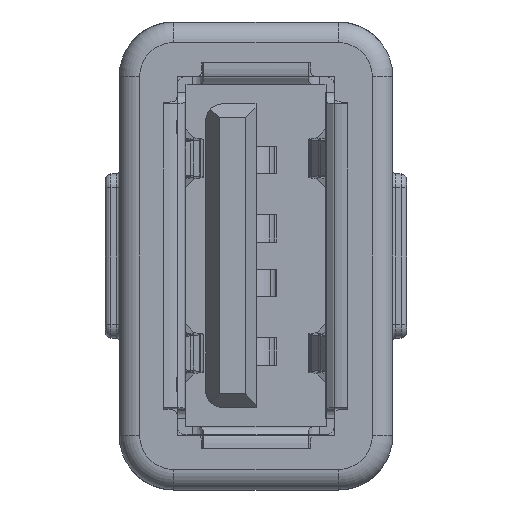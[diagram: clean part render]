
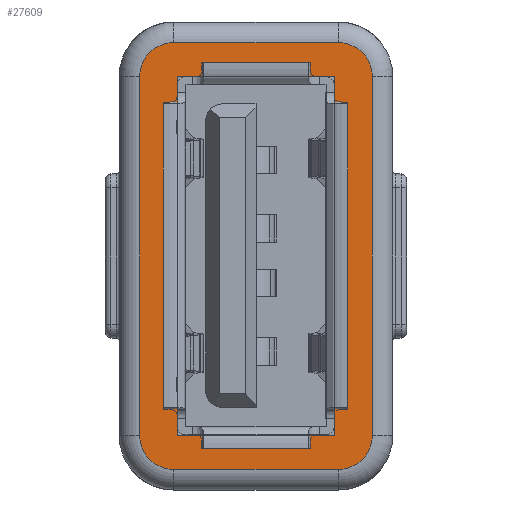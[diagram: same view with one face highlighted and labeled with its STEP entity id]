
A CAD part, left-side view. The second image highlights one B-rep face of the part: STEP entity #27609.
In plain terms, the highlighted face is planar.
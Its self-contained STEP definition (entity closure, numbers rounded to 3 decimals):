
#236 = VECTOR ( 'NONE', #7913, 1000. ) ;
#727 = EDGE_CURVE ( 'NONE', #22143, #22173, #40397, .T. ) ;
#1002 = CARTESIAN_POINT ( 'NONE',  ( 0.75, 8., 0. ) ) ;
#2290 = EDGE_CURVE ( 'NONE', #30908, #33668, #23131, .T. ) ;
#2319 = DIRECTION ( 'NONE',  ( -1., 0., 0. ) ) ;
#2412 = ORIENTED_EDGE ( 'NONE', *, *, #10779, .F. ) ;
#2562 = EDGE_CURVE ( 'NONE', #32963, #7078, #2863, .T. ) ;
#2700 = CARTESIAN_POINT ( 'NONE',  ( 0.75, 8., 0. ) ) ;
#2840 = ORIENTED_EDGE ( 'NONE', *, *, #727, .T. ) ;
#2863 = CIRCLE ( 'NONE', #39748, 1.25 ) ;
#3362 = EDGE_CURVE ( 'NONE', #22173, #8693, #33083, .T. ) ;
#3973 = ORIENTED_EDGE ( 'NONE', *, *, #2562, .T. ) ;
#4272 = AXIS2_PLACEMENT_3D ( 'NONE', #29149, #36570, #41069 ) ;
#4846 = EDGE_CURVE ( 'NONE', #47404, #22143, #11617, .T. ) ;
#4964 = LINE ( 'NONE', #8070, #236 ) ;
#5365 = CARTESIAN_POINT ( 'NONE',  ( 2., 0.75, 0. ) ) ;
#5964 = EDGE_CURVE ( 'NONE', #7078, #47367, #15758, .T. ) ;
#6189 = CARTESIAN_POINT ( 'NONE',  ( 15.1, 0.75, 0. ) ) ;
#6273 = CARTESIAN_POINT ( 'NONE',  ( 2., 2., 0. ) ) ;
#6602 = DIRECTION ( 'NONE',  ( 0., 0., -1. ) ) ;
#6850 = DIRECTION ( 'NONE',  ( -1., 0., 0. ) ) ;
#6970 = CARTESIAN_POINT ( 'NONE',  ( 15.1, 2.13, 0. ) ) ;
#7078 = VERTEX_POINT ( 'NONE', #6189 ) ;
#7149 = AXIS2_PLACEMENT_3D ( 'NONE', #6273, #6602, #2319 ) ;
#7567 = CARTESIAN_POINT ( 'NONE',  ( 0.75, 2., 0. ) ) ;
#7913 = DIRECTION ( 'NONE',  ( 0., 1., 0. ) ) ;
#7928 = CIRCLE ( 'NONE', #7149, 1.25 ) ;
#8070 = CARTESIAN_POINT ( 'NONE',  ( 2., 2.13, 0. ) ) ;
#8693 = VERTEX_POINT ( 'NONE', #41227 ) ;
#8802 = EDGE_CURVE ( 'NONE', #33668, #29662, #16387, .T. ) ;
#9233 = VECTOR ( 'NONE', #17372, 1000. ) ;
#9519 = CARTESIAN_POINT ( 'NONE',  ( 16.35, 2., 0. ) ) ;
#9718 = VECTOR ( 'NONE', #20828, 1000. ) ;
#10001 = FACE_BOUND ( 'NONE', #32536, .T. ) ;
#10061 = EDGE_CURVE ( 'NONE', #31028, #30908, #4964, .T. ) ;
#10779 = EDGE_CURVE ( 'NONE', #29662, #31028, #35822, .T. ) ;
#11617 = LINE ( 'NONE', #1002, #15829 ) ;
#12179 = CARTESIAN_POINT ( 'NONE',  ( 16.35, 8., 0. ) ) ;
#13407 = AXIS2_PLACEMENT_3D ( 'NONE', #26545, #26388, #48788 ) ;
#13987 = VECTOR ( 'NONE', #19013, 1000. ) ;
#14288 = CARTESIAN_POINT ( 'NONE',  ( 15.1, 2., 0. ) ) ;
#14964 = DIRECTION ( 'NONE',  ( 0., 0., -1. ) ) ;
#15056 = CARTESIAN_POINT ( 'NONE',  ( 15.1, 2.13, 0. ) ) ;
#15758 = LINE ( 'NONE', #5365, #9233 ) ;
#15829 = VECTOR ( 'NONE', #36322, 1000. ) ;
#16387 = LINE ( 'NONE', #26655, #13987 ) ;
#17372 = DIRECTION ( 'NONE',  ( -1., 0., 0. ) ) ;
#17896 = CARTESIAN_POINT ( 'NONE',  ( 16.35, 2., 0. ) ) ;
#17899 = VERTEX_POINT ( 'NONE', #12179 ) ;
#18336 = FACE_OUTER_BOUND ( 'NONE', #29515, .T. ) ;
#18532 = CARTESIAN_POINT ( 'NONE',  ( 2., 0.75, 0. ) ) ;
#19013 = DIRECTION ( 'NONE',  ( 0., -1., 0. ) ) ;
#19250 = ORIENTED_EDGE ( 'NONE', *, *, #4846, .T. ) ;
#19327 = ORIENTED_EDGE ( 'NONE', *, *, #47592, .T. ) ;
#20739 = VECTOR ( 'NONE', #24185, 1000. ) ;
#20828 = DIRECTION ( 'NONE',  ( 0., -1., 0. ) ) ;
#21085 = EDGE_CURVE ( 'NONE', #47367, #47404, #7928, .T. ) ;
#22143 = VERTEX_POINT ( 'NONE', #2700 ) ;
#22173 = VERTEX_POINT ( 'NONE', #29752 ) ;
#22900 = PLANE ( 'NONE',  #13407 ) ;
#23131 = LINE ( 'NONE', #39382, #20739 ) ;
#23875 = CARTESIAN_POINT ( 'NONE',  ( 15.1, 9.25, 0. ) ) ;
#24185 = DIRECTION ( 'NONE',  ( 1., 0., 0. ) ) ;
#25794 = DIRECTION ( 'NONE',  ( -1., 0., 0. ) ) ;
#26044 = ORIENTED_EDGE ( 'NONE', *, *, #10061, .F. ) ;
#26388 = DIRECTION ( 'NONE',  ( 0., 0., -1. ) ) ;
#26545 = CARTESIAN_POINT ( 'NONE',  ( 0., 0., 0. ) ) ;
#26655 = CARTESIAN_POINT ( 'NONE',  ( 15.1, 2.13, 0. ) ) ;
#27532 = VECTOR ( 'NONE', #41622, 1000. ) ;
#27609 = ADVANCED_FACE ( 'NONE', ( #10001, #18336 ), #22900, .T. ) ;
#27828 = ORIENTED_EDGE ( 'NONE', *, *, #5964, .T. ) ;
#29149 = CARTESIAN_POINT ( 'NONE',  ( 15.1, 8., 0. ) ) ;
#29515 = EDGE_LOOP ( 'NONE', ( #35131, #48990, #19327, #3973, #27828, #34414, #19250, #2840 ) ) ;
#29662 = VERTEX_POINT ( 'NONE', #6970 ) ;
#29752 = CARTESIAN_POINT ( 'NONE',  ( 2., 9.25, 0. ) ) ;
#29798 = CARTESIAN_POINT ( 'NONE',  ( 15.1, 7.87, 0. ) ) ;
#29902 = LINE ( 'NONE', #9519, #9718 ) ;
#30908 = VERTEX_POINT ( 'NONE', #46828 ) ;
#31028 = VERTEX_POINT ( 'NONE', #35134 ) ;
#32536 = EDGE_LOOP ( 'NONE', ( #38951, #37393, #26044, #2412 ) ) ;
#32963 = VERTEX_POINT ( 'NONE', #17896 ) ;
#33008 = AXIS2_PLACEMENT_3D ( 'NONE', #40515, #14964, #6850 ) ;
#33083 = LINE ( 'NONE', #23875, #43185 ) ;
#33668 = VERTEX_POINT ( 'NONE', #29798 ) ;
#34414 = ORIENTED_EDGE ( 'NONE', *, *, #21085, .T. ) ;
#35131 = ORIENTED_EDGE ( 'NONE', *, *, #3362, .T. ) ;
#35134 = CARTESIAN_POINT ( 'NONE',  ( 2., 2.13, 0. ) ) ;
#35822 = LINE ( 'NONE', #15056, #27532 ) ;
#36322 = DIRECTION ( 'NONE',  ( 0., 1., 0. ) ) ;
#36570 = DIRECTION ( 'NONE',  ( 0., 0., -1. ) ) ;
#37393 = ORIENTED_EDGE ( 'NONE', *, *, #2290, .F. ) ;
#38951 = ORIENTED_EDGE ( 'NONE', *, *, #8802, .F. ) ;
#39382 = CARTESIAN_POINT ( 'NONE',  ( 15.1, 7.87, 0. ) ) ;
#39748 = AXIS2_PLACEMENT_3D ( 'NONE', #14288, #48511, #25794 ) ;
#40334 = EDGE_CURVE ( 'NONE', #8693, #17899, #46173, .T. ) ;
#40397 = CIRCLE ( 'NONE', #33008, 1.25 ) ;
#40515 = CARTESIAN_POINT ( 'NONE',  ( 2., 8., 0. ) ) ;
#41069 = DIRECTION ( 'NONE',  ( -1., 0., 0. ) ) ;
#41227 = CARTESIAN_POINT ( 'NONE',  ( 15.1, 9.25, 0. ) ) ;
#41622 = DIRECTION ( 'NONE',  ( -1., 0., 0. ) ) ;
#42443 = DIRECTION ( 'NONE',  ( 1., 0., 0. ) ) ;
#43185 = VECTOR ( 'NONE', #42443, 1000. ) ;
#46173 = CIRCLE ( 'NONE', #4272, 1.25 ) ;
#46828 = CARTESIAN_POINT ( 'NONE',  ( 2., 7.87, 0. ) ) ;
#47367 = VERTEX_POINT ( 'NONE', #18532 ) ;
#47404 = VERTEX_POINT ( 'NONE', #7567 ) ;
#47592 = EDGE_CURVE ( 'NONE', #17899, #32963, #29902, .T. ) ;
#48511 = DIRECTION ( 'NONE',  ( 0., 0., -1. ) ) ;
#48788 = DIRECTION ( 'NONE',  ( -1., 0., 0. ) ) ;
#48990 = ORIENTED_EDGE ( 'NONE', *, *, #40334, .T. ) ;
